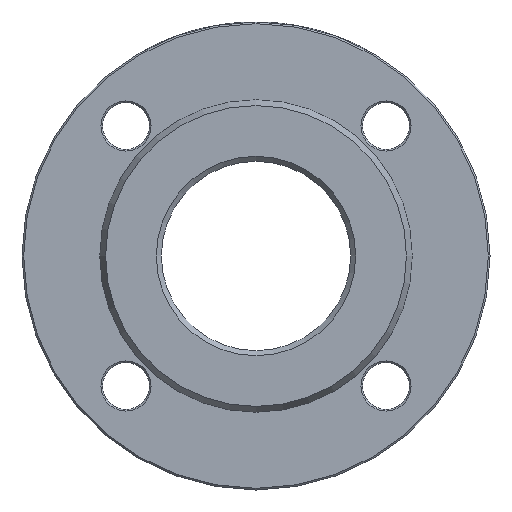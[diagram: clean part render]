
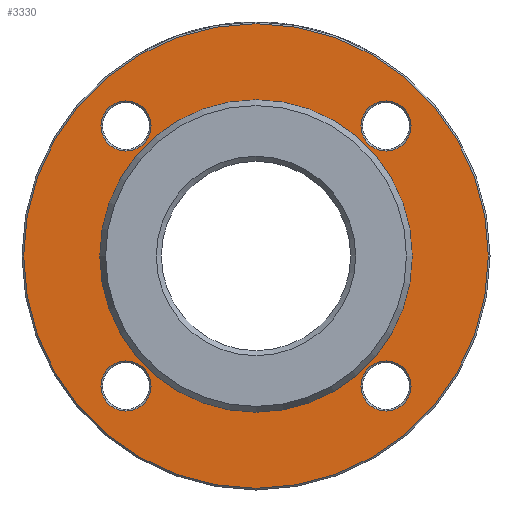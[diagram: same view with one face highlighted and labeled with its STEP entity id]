
A CAD part, left-side view. The second image highlights one B-rep face of the part: STEP entity #3330.
In plain terms, the highlighted planar face has unit normal (-1, 0, 0).
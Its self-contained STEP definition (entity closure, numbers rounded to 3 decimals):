
#2 = CIRCLE ( 'NONE', #1076, 7.5 ) ;
#11 = CARTESIAN_POINT ( 'NONE',  ( 3., 38.891, 38.891 ) ) ;
#50 = AXIS2_PLACEMENT_3D ( 'NONE', #11, #4683, #964 ) ;
#55 = EDGE_LOOP ( 'NONE', ( #1159 ) ) ;
#127 = DIRECTION ( 'NONE',  ( 0., 0., 1. ) ) ;
#167 = CARTESIAN_POINT ( 'NONE',  ( 3., 46.732, 0. ) ) ;
#196 = FACE_BOUND ( 'NONE', #4782, .T. ) ;
#225 = DIRECTION ( 'NONE',  ( 0., 0., -1. ) ) ;
#245 = CARTESIAN_POINT ( 'NONE',  ( 3., 0., -69.5 ) ) ;
#278 = VERTEX_POINT ( 'NONE', #5475 ) ;
#327 = EDGE_LOOP ( 'NONE', ( #2266 ) ) ;
#591 = DIRECTION ( 'NONE',  ( 0., 0., 1. ) ) ;
#616 = ORIENTED_EDGE ( 'NONE', *, *, #3537, .T. ) ;
#672 = VERTEX_POINT ( 'NONE', #4067 ) ;
#801 = VERTEX_POINT ( 'NONE', #4431 ) ;
#804 = CIRCLE ( 'NONE', #5614, 7.5 ) ;
#833 = CIRCLE ( 'NONE', #4953, 46.732 ) ;
#873 = DIRECTION ( 'NONE',  ( 1., 0., 0. ) ) ;
#964 = DIRECTION ( 'NONE',  ( 0., 0., -1. ) ) ;
#1076 = AXIS2_PLACEMENT_3D ( 'NONE', #1488, #4843, #591 ) ;
#1143 = CARTESIAN_POINT ( 'NONE',  ( 3., 0., 46.732 ) ) ;
#1159 = ORIENTED_EDGE ( 'NONE', *, *, #1771, .F. ) ;
#1456 = ORIENTED_EDGE ( 'NONE', *, *, #5446, .T. ) ;
#1488 = CARTESIAN_POINT ( 'NONE',  ( 3., -38.891, -38.891 ) ) ;
#1538 = EDGE_CURVE ( 'NONE', #1688, #1688, #804, .T. ) ;
#1555 = FACE_BOUND ( 'NONE', #1952, .T. ) ;
#1688 = VERTEX_POINT ( 'NONE', #4038 ) ;
#1690 = EDGE_CURVE ( 'NONE', #801, #801, #2279, .T. ) ;
#1771 = EDGE_CURVE ( 'NONE', #4461, #4461, #833, .T. ) ;
#1952 = EDGE_LOOP ( 'NONE', ( #1456 ) ) ;
#2017 = CARTESIAN_POINT ( 'NONE',  ( 3., 0., 0. ) ) ;
#2028 = CIRCLE ( 'NONE', #3016, 7.5 ) ;
#2045 = FACE_BOUND ( 'NONE', #5735, .T. ) ;
#2090 = DIRECTION ( 'NONE',  ( 0., -1., 0. ) ) ;
#2266 = ORIENTED_EDGE ( 'NONE', *, *, #3434, .T. ) ;
#2279 = CIRCLE ( 'NONE', #50, 7.5 ) ;
#2433 = CIRCLE ( 'NONE', #4490, 69.5 ) ;
#2511 = FACE_BOUND ( 'NONE', #5520, .T. ) ;
#2565 = FACE_OUTER_BOUND ( 'NONE', #327, .T. ) ;
#2713 = CARTESIAN_POINT ( 'NONE',  ( 3., 38.891, -38.891 ) ) ;
#2870 = CARTESIAN_POINT ( 'NONE',  ( 3., 0., 0. ) ) ;
#2927 = AXIS2_PLACEMENT_3D ( 'NONE', #167, #3005, #225 ) ;
#2977 = PLANE ( 'NONE',  #2927 ) ;
#3005 = DIRECTION ( 'NONE',  ( 1., 0., 0. ) ) ;
#3016 = AXIS2_PLACEMENT_3D ( 'NONE', #3596, #873, #4537 ) ;
#3330 = ADVANCED_FACE ( 'NONE', ( #196, #1555, #2511, #2045, #2565, #5335 ), #2977, .F. ) ;
#3434 = EDGE_CURVE ( 'NONE', #4493, #4493, #2433, .T. ) ;
#3537 = EDGE_CURVE ( 'NONE', #278, #278, #2028, .T. ) ;
#3596 = CARTESIAN_POINT ( 'NONE',  ( 3., -38.891, 38.891 ) ) ;
#3899 = DIRECTION ( 'NONE',  ( -1., 0., 0. ) ) ;
#4038 = CARTESIAN_POINT ( 'NONE',  ( 3., 31.391, -38.891 ) ) ;
#4067 = CARTESIAN_POINT ( 'NONE',  ( 3., -38.891, -31.391 ) ) ;
#4431 = CARTESIAN_POINT ( 'NONE',  ( 3., 38.891, 31.391 ) ) ;
#4461 = VERTEX_POINT ( 'NONE', #1143 ) ;
#4490 = AXIS2_PLACEMENT_3D ( 'NONE', #2017, #3899, #5307 ) ;
#4493 = VERTEX_POINT ( 'NONE', #245 ) ;
#4537 = DIRECTION ( 'NONE',  ( 0., 1., 0. ) ) ;
#4587 = DIRECTION ( 'NONE',  ( 1., 0., 0. ) ) ;
#4632 = ORIENTED_EDGE ( 'NONE', *, *, #1690, .T. ) ;
#4683 = DIRECTION ( 'NONE',  ( 1., 0., 0. ) ) ;
#4782 = EDGE_LOOP ( 'NONE', ( #5459 ) ) ;
#4843 = DIRECTION ( 'NONE',  ( 1., 0., 0. ) ) ;
#4924 = DIRECTION ( 'NONE',  ( -1., 0., 0. ) ) ;
#4953 = AXIS2_PLACEMENT_3D ( 'NONE', #2870, #4924, #127 ) ;
#5307 = DIRECTION ( 'NONE',  ( 0., 0., -1. ) ) ;
#5335 = FACE_BOUND ( 'NONE', #55, .T. ) ;
#5446 = EDGE_CURVE ( 'NONE', #672, #672, #2, .T. ) ;
#5459 = ORIENTED_EDGE ( 'NONE', *, *, #1538, .T. ) ;
#5475 = CARTESIAN_POINT ( 'NONE',  ( 3., -31.391, 38.891 ) ) ;
#5520 = EDGE_LOOP ( 'NONE', ( #616 ) ) ;
#5614 = AXIS2_PLACEMENT_3D ( 'NONE', #2713, #4587, #2090 ) ;
#5735 = EDGE_LOOP ( 'NONE', ( #4632 ) ) ;
